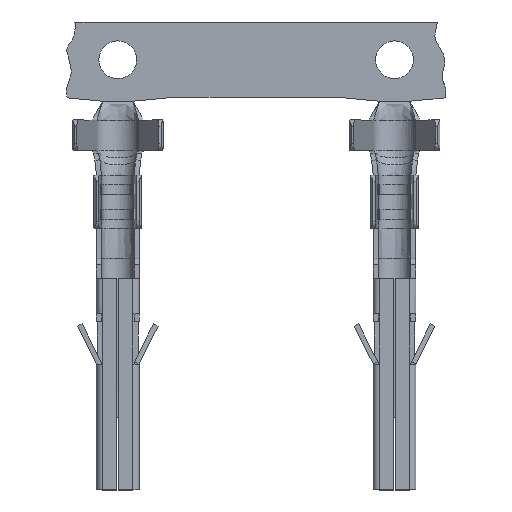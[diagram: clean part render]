
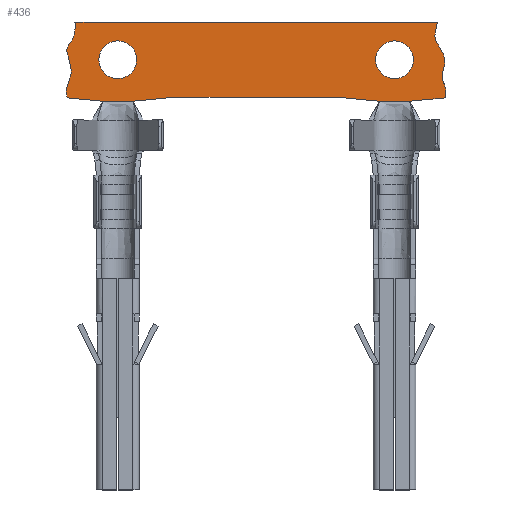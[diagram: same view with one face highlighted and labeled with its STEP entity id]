
A CAD part, top view. The second image highlights one B-rep face of the part: STEP entity #436.
In plain terms, the highlighted planar face has unit normal (0, 0, 1).
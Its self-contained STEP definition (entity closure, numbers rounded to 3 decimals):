
#436 = ADVANCED_FACE( '', ( #1209, #1210, #1211 ), #1212, .T. );
#1209 = FACE_OUTER_BOUND( '', #2320, .T. );
#1210 = FACE_BOUND( '', #2321, .T. );
#1211 = FACE_BOUND( '', #2322, .T. );
#1212 = PLANE( '', #2323 );
#2320 = EDGE_LOOP( '', ( #4326, #4327, #4328, #4329, #4330, #4331, #4332, #4333, #4334, #4335 ) );
#2321 = EDGE_LOOP( '', ( #4336 ) );
#2322 = EDGE_LOOP( '', ( #4337 ) );
#2323 = AXIS2_PLACEMENT_3D( '', #4338, #4339, #4340 );
#4326 = ORIENTED_EDGE( '', *, *, #7513, .F. );
#4327 = ORIENTED_EDGE( '', *, *, #7514, .T. );
#4328 = ORIENTED_EDGE( '', *, *, #7515, .T. );
#4329 = ORIENTED_EDGE( '', *, *, #7516, .T. );
#4330 = ORIENTED_EDGE( '', *, *, #7517, .T. );
#4331 = ORIENTED_EDGE( '', *, *, #7518, .T. );
#4332 = ORIENTED_EDGE( '', *, *, #7519, .T. );
#4333 = ORIENTED_EDGE( '', *, *, #7520, .T. );
#4334 = ORIENTED_EDGE( '', *, *, #7521, .T. );
#4335 = ORIENTED_EDGE( '', *, *, #7522, .T. );
#4336 = ORIENTED_EDGE( '', *, *, #7523, .T. );
#4337 = ORIENTED_EDGE( '', *, *, #7458, .T. );
#4338 = CARTESIAN_POINT( '', ( -3., 0.9, 0. ) );
#4339 = DIRECTION( '', ( 0., 0., 1. ) );
#4340 = DIRECTION( '', ( 1., 0., 0. ) );
#7458 = EDGE_CURVE( '', #8844, #8844, #8845, .T. );
#7513 = EDGE_CURVE( '', #8944, #8945, #8946, .T. );
#7514 = EDGE_CURVE( '', #8944, #8947, #8948, .T. );
#7515 = EDGE_CURVE( '', #8947, #8949, #8950, .T. );
#7516 = EDGE_CURVE( '', #8949, #8951, #8952, .T. );
#7517 = EDGE_CURVE( '', #8951, #8953, #8954, .T. );
#7518 = EDGE_CURVE( '', #8953, #8955, #8956, .T. );
#7519 = EDGE_CURVE( '', #8955, #8957, #8958, .T. );
#7520 = EDGE_CURVE( '', #8957, #8959, #8960, .T. );
#7521 = EDGE_CURVE( '', #8959, #8961, #8962, .T. );
#7522 = EDGE_CURVE( '', #8961, #8945, #8963, .T. );
#7523 = EDGE_CURVE( '', #8964, #8964, #8965, .T. );
#8844 = VERTEX_POINT( '', #10794 );
#8845 = CIRCLE( '', #10795, 0.75 );
#8944 = VERTEX_POINT( '', #10938 );
#8945 = VERTEX_POINT( '', #10939 );
#8946 = B_SPLINE_CURVE_WITH_KNOTS( '', 3, ( #10940, #10941, #10942, #10943, #10944, #10945 ), .UNSPECIFIED., .F., .F., ( 4, 1, 1, 4 ), ( 0., 0.313, 0.669, 1. ), .UNSPECIFIED. );
#8947 = VERTEX_POINT( '', #10946 );
#8948 = LINE( '', #10947, #10948 );
#8949 = VERTEX_POINT( '', #10949 );
#8950 = LINE( '', #10950, #10951 );
#8951 = VERTEX_POINT( '', #10952 );
#8952 = LINE( '', #10953, #10954 );
#8953 = VERTEX_POINT( '', #10955 );
#8954 = LINE( '', #10956, #10957 );
#8955 = VERTEX_POINT( '', #10958 );
#8956 = LINE( '', #10959, #10960 );
#8957 = VERTEX_POINT( '', #10961 );
#8958 = LINE( '', #10962, #10963 );
#8959 = VERTEX_POINT( '', #10964 );
#8960 = LINE( '', #10965, #10966 );
#8961 = VERTEX_POINT( '', #10967 );
#8962 = B_SPLINE_CURVE_WITH_KNOTS( '', 3, ( #10968, #10969, #10970, #10971, #10972, #10973, #10974 ), .UNSPECIFIED., .F., .F., ( 4, 1, 1, 1, 4 ), ( 0., 0.182, 0.344, 0.743, 1. ), .UNSPECIFIED. );
#8963 = LINE( '', #10975, #10976 );
#8964 = VERTEX_POINT( '', #10977 );
#8965 = CIRCLE( '', #10978, 0.75 );
#10794 = CARTESIAN_POINT( '', ( 0.75, 2.4, 0. ) );
#10795 = AXIS2_PLACEMENT_3D( '', #13630, #13631, #13632 );
#10938 = CARTESIAN_POINT( '', ( -13.011, 0.887, 0. ) );
#10939 = CARTESIAN_POINT( '', ( -12.7, 3.9, 0. ) );
#10940 = CARTESIAN_POINT( '', ( -13.011, 0.887, 0. ) );
#10941 = CARTESIAN_POINT( '', ( -13.141, 1.274, 0. ) );
#10942 = CARTESIAN_POINT( '', ( -12.599, 1.842, 0. ) );
#10943 = CARTESIAN_POINT( '', ( -13.302, 2.992, 0. ) );
#10944 = CARTESIAN_POINT( '', ( -12.648, 3.161, 0. ) );
#10945 = CARTESIAN_POINT( '', ( -12.7, 3.9, 0. ) );
#10946 = CARTESIAN_POINT( '', ( -11.6, 0.75, 0. ) );
#10947 = CARTESIAN_POINT( '', ( -13.15, 0.9, 0. ) );
#10948 = VECTOR( '', #13698, 1000. );
#10949 = CARTESIAN_POINT( '', ( -10.4, 0.75, 0. ) );
#10950 = CARTESIAN_POINT( '', ( -11.6, 0.75, 0. ) );
#10951 = VECTOR( '', #13699, 1000. );
#10952 = CARTESIAN_POINT( '', ( -8.85, 0.9, 0. ) );
#10953 = CARTESIAN_POINT( '', ( -10.4, 0.75, 0. ) );
#10954 = VECTOR( '', #13700, 1000. );
#10955 = CARTESIAN_POINT( '', ( -2.15, 0.9, 0. ) );
#10956 = CARTESIAN_POINT( '', ( -3., 0.9, 0. ) );
#10957 = VECTOR( '', #13701, 1000. );
#10958 = CARTESIAN_POINT( '', ( -0.6, 0.75, 0. ) );
#10959 = CARTESIAN_POINT( '', ( -2.15, 0.9, 0. ) );
#10960 = VECTOR( '', #13702, 1000. );
#10961 = CARTESIAN_POINT( '', ( 0.6, 0.75, 0. ) );
#10962 = CARTESIAN_POINT( '', ( -0.6, 0.75, 0. ) );
#10963 = VECTOR( '', #13703, 1000. );
#10964 = CARTESIAN_POINT( '', ( 2.011, 0.887, 0. ) );
#10965 = CARTESIAN_POINT( '', ( 0.6, 0.75, 0. ) );
#10966 = VECTOR( '', #13704, 1000. );
#10967 = CARTESIAN_POINT( '', ( 1.7, 3.9, 0. ) );
#10968 = CARTESIAN_POINT( '', ( 2.011, 0.887, 0. ) );
#10969 = CARTESIAN_POINT( '', ( 2.104, 1.331, 0. ) );
#10970 = CARTESIAN_POINT( '', ( 1.753, 1.566, 0. ) );
#10971 = CARTESIAN_POINT( '', ( 2.202, 2.588, 0. ) );
#10972 = CARTESIAN_POINT( '', ( 1.444, 3.109, 0. ) );
#10973 = CARTESIAN_POINT( '', ( 1.654, 3.629, 0. ) );
#10974 = CARTESIAN_POINT( '', ( 1.7, 3.9, 0. ) );
#10975 = CARTESIAN_POINT( '', ( 3., 3.9, 0. ) );
#10976 = VECTOR( '', #13705, 1000. );
#10977 = CARTESIAN_POINT( '', ( -11.75, 2.4, 0. ) );
#10978 = AXIS2_PLACEMENT_3D( '', #13706, #13707, #13708 );
#13630 = CARTESIAN_POINT( '', ( 0., 2.4, 0. ) );
#13631 = DIRECTION( '', ( 0., 0., -1. ) );
#13632 = DIRECTION( '', ( 1., 0., 0. ) );
#13698 = DIRECTION( '', ( 0.995, -0.096, 0. ) );
#13699 = DIRECTION( '', ( 1., 0., 0. ) );
#13700 = DIRECTION( '', ( 0.995, 0.096, 0. ) );
#13701 = DIRECTION( '', ( 1., 0., 0. ) );
#13702 = DIRECTION( '', ( 0.995, -0.096, 0. ) );
#13703 = DIRECTION( '', ( 1., 0., 0. ) );
#13704 = DIRECTION( '', ( 0.995, 0.096, 0. ) );
#13705 = DIRECTION( '', ( -1., 0., 0. ) );
#13706 = CARTESIAN_POINT( '', ( -11., 2.4, 0. ) );
#13707 = DIRECTION( '', ( 0., 0., -1. ) );
#13708 = DIRECTION( '', ( -1., 0., 0. ) );
